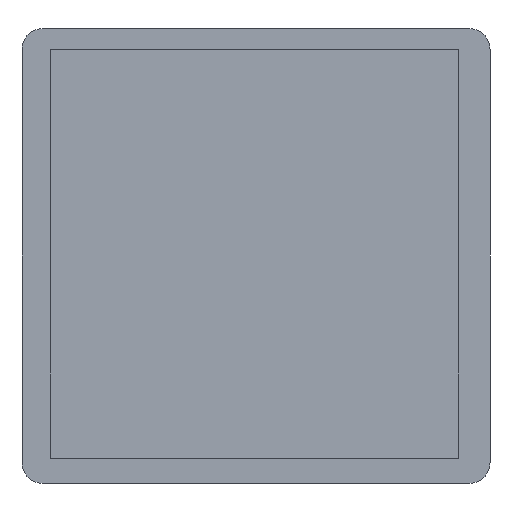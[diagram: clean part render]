
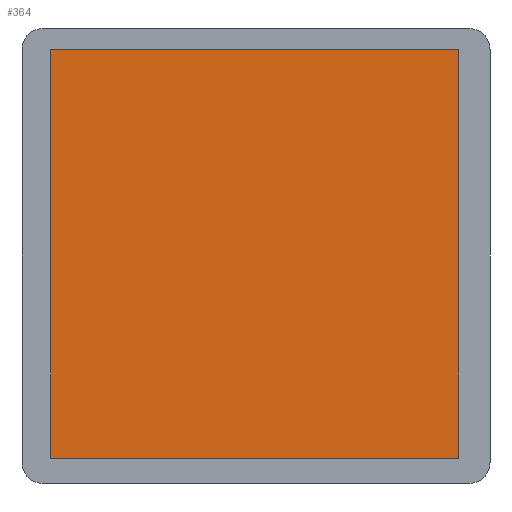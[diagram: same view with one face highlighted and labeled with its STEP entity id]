
A CAD part, front view. The second image highlights one B-rep face of the part: STEP entity #364.
In plain terms, the highlighted planar face has unit normal (0, -1, 0).
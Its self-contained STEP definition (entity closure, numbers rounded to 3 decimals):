
#34=PLANE('',#407);
#54=FACE_OUTER_BOUND('',#76,.T.);
#76=EDGE_LOOP('',(#337,#338,#339,#340));
#105=LINE('',#584,#145);
#109=LINE('',#592,#149);
#112=LINE('',#598,#152);
#115=LINE('',#603,#155);
#145=VECTOR('',#484,10.);
#149=VECTOR('',#490,10.);
#152=VECTOR('',#495,10.);
#155=VECTOR('',#500,10.);
#189=VERTEX_POINT('',#582);
#190=VERTEX_POINT('',#583);
#193=VERTEX_POINT('',#591);
#195=VERTEX_POINT('',#597);
#233=EDGE_CURVE('',#189,#190,#105,.T.);
#237=EDGE_CURVE('',#193,#189,#109,.T.);
#240=EDGE_CURVE('',#195,#193,#112,.T.);
#243=EDGE_CURVE('',#190,#195,#115,.T.);
#337=ORIENTED_EDGE('',*,*,#243,.F.);
#338=ORIENTED_EDGE('',*,*,#233,.F.);
#339=ORIENTED_EDGE('',*,*,#237,.F.);
#340=ORIENTED_EDGE('',*,*,#240,.F.);
#364=ADVANCED_FACE('',(#54),#34,.F.);
#407=AXIS2_PLACEMENT_3D('',#606,#504,#505);
#484=DIRECTION('',(-1.,0.,0.));
#490=DIRECTION('',(0.,0.,-1.));
#495=DIRECTION('',(1.,0.,0.));
#500=DIRECTION('',(0.,0.,1.));
#504=DIRECTION('center_axis',(0.,1.,0.));
#505=DIRECTION('ref_axis',(1.,0.,0.));
#582=CARTESIAN_POINT('',(102.7,0.,-101.));
#583=CARTESIAN_POINT('',(6.7,0.,-101.));
#584=CARTESIAN_POINT('',(102.7,0.,-101.));
#591=CARTESIAN_POINT('',(102.7,0.,-5.));
#592=CARTESIAN_POINT('',(102.7,0.,-5.));
#597=CARTESIAN_POINT('',(6.7,0.,-5.));
#598=CARTESIAN_POINT('',(6.7,0.,-5.));
#603=CARTESIAN_POINT('',(6.7,0.,-101.));
#606=CARTESIAN_POINT('Origin',(54.7,0.,-53.));
